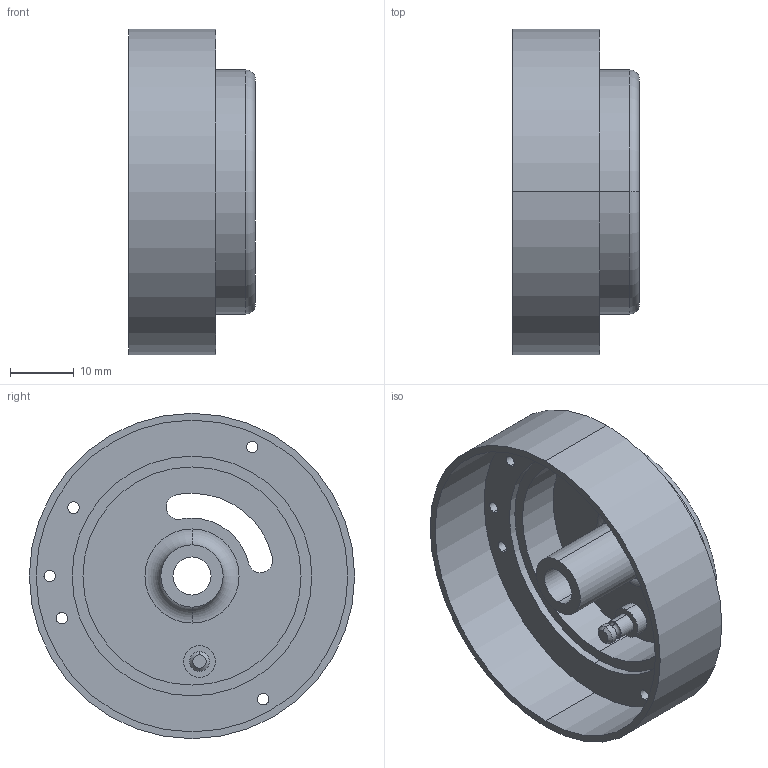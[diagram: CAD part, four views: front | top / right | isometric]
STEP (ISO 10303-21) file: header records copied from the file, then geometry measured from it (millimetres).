
FILE_DESCRIPTION (( 'STEP AP214' ), '1' );
FILE_NAME ('Carriage - Zeroing Cranck Base Accumulator.STEP', '2025-07-06T08:34:45', ( '' ), ( '' ), 'SwSTEP 2.0', 'SolidWorks 2025', '' );
FILE_SCHEMA (( 'AUTOMOTIVE_DESIGN' ));
Length unit declared in the file: millimetre
Products named in the file (1): Carriage - Zeroing Cranck Base Accumulator
Bounding box: 19.95 x 51.15 x 51.15 mm (x, y, z)
Volume: 7881.3 mm3; surface area: 10295 mm2
Topology: 1 solids, 1 shells, 57 faces, 130 edges, 84 vertices
Faces by surface type: cylinder 36, plane 11, torus 8, cone 2
Entity records: 1978 total; most frequent: DIRECTION 338, CARTESIAN_POINT 272, ORIENTED_EDGE 260, AXIS2_PLACEMENT_3D 150, EDGE_CURVE 130, CIRCLE 92, VERTEX_POINT 84, EDGE_LOOP 80
